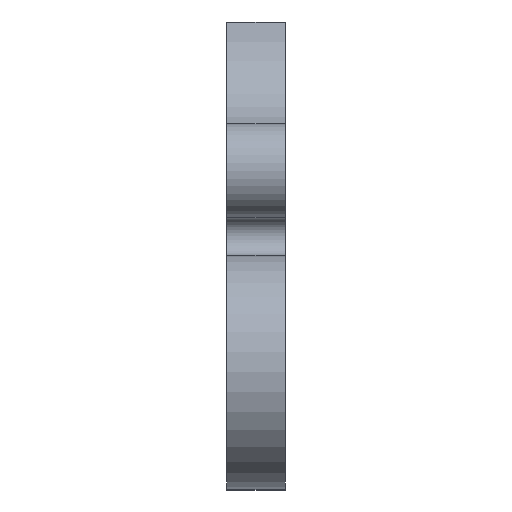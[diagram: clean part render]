
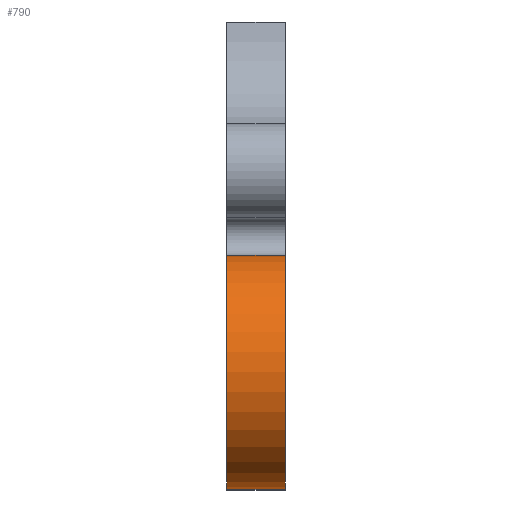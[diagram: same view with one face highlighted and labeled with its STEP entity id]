
A CAD part, top view. The second image highlights one B-rep face of the part: STEP entity #790.
In plain terms, the highlighted cylindrical face has radius 20 mm (diameter 40 mm), a partial arc.
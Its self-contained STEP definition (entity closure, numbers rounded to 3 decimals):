
#68=CYLINDRICAL_SURFACE('',#877,20.);
#88=FACE_OUTER_BOUND('',#131,.T.);
#131=EDGE_LOOP('',(#610,#611,#612,#613));
#194=LINE('',#1241,#269);
#195=LINE('',#1244,#270);
#269=VECTOR('',#1019,1000.);
#270=VECTOR('',#1022,1000.);
#356=CIRCLE('',#878,20.);
#357=CIRCLE('',#879,20.);
#394=VERTEX_POINT('',#1237);
#395=VERTEX_POINT('',#1238);
#396=VERTEX_POINT('',#1240);
#397=VERTEX_POINT('',#1242);
#479=EDGE_CURVE('',#394,#395,#356,.T.);
#480=EDGE_CURVE('',#394,#396,#194,.T.);
#481=EDGE_CURVE('',#396,#397,#357,.T.);
#482=EDGE_CURVE('',#395,#397,#195,.T.);
#610=ORIENTED_EDGE('',*,*,#479,.F.);
#611=ORIENTED_EDGE('',*,*,#480,.T.);
#612=ORIENTED_EDGE('',*,*,#481,.T.);
#613=ORIENTED_EDGE('',*,*,#482,.F.);
#790=ADVANCED_FACE('',(#88),#68,.T.);
#877=AXIS2_PLACEMENT_3D('',#1236,#1015,#1016);
#878=AXIS2_PLACEMENT_3D('',#1239,#1017,#1018);
#879=AXIS2_PLACEMENT_3D('',#1243,#1020,#1021);
#1015=DIRECTION('center_axis',(-1.,0.,0.));
#1016=DIRECTION('ref_axis',(0.,0.,1.));
#1017=DIRECTION('center_axis',(1.,0.,0.));
#1018=DIRECTION('ref_axis',(0.,0.,1.));
#1019=DIRECTION('',(-1.,0.,0.));
#1020=DIRECTION('center_axis',(1.,0.,0.));
#1021=DIRECTION('ref_axis',(0.,0.,1.));
#1022=DIRECTION('',(-1.,0.,0.));
#1236=CARTESIAN_POINT('Origin',(-27.74,-10.124,55.567));
#1237=CARTESIAN_POINT('',(-27.74,9.876,55.567));
#1238=CARTESIAN_POINT('',(-27.74,-30.124,55.567));
#1239=CARTESIAN_POINT('Origin',(-27.74,-10.124,55.567));
#1240=CARTESIAN_POINT('',(-37.74,9.876,55.567));
#1241=CARTESIAN_POINT('',(-27.74,9.876,55.567));
#1242=CARTESIAN_POINT('',(-37.74,-30.124,55.567));
#1243=CARTESIAN_POINT('Origin',(-37.74,-10.124,55.567));
#1244=CARTESIAN_POINT('',(-27.74,-30.124,55.567));
